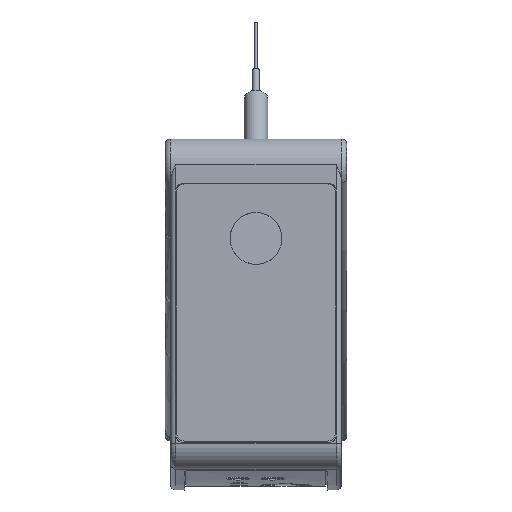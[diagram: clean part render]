
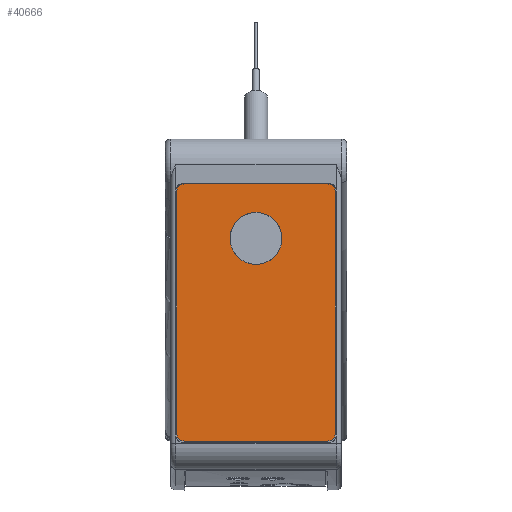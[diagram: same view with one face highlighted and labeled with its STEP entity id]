
A CAD part, left-side view. The second image highlights one B-rep face of the part: STEP entity #40666.
In plain terms, the highlighted face is planar.
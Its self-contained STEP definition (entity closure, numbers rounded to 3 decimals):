
#40251=CARTESIAN_POINT('',(48.1,29.1,1.5));
#40252=DIRECTION('',(0.,0.,1.));
#40253=DIRECTION('',(1.,0.,0.));
#40254=AXIS2_PLACEMENT_3D('',#40251,#40252,#40253);
#40256=DIRECTION('',(0.,1.,0.));
#40257=VECTOR('',#40256,27.6);
#40258=CARTESIAN_POINT('',(49.6,1.5,1.5));
#40259=LINE('',#40258,#40257);
#40260=DIRECTION('',(1.,0.,0.));
#40261=VECTOR('',#40260,46.6);
#40262=CARTESIAN_POINT('',(1.5,0.,1.5));
#40263=LINE('',#40262,#40261);
#40264=DIRECTION('',(0.,-1.,0.));
#40265=VECTOR('',#40264,27.6);
#40266=CARTESIAN_POINT('',(0.,29.1,1.5));
#40267=LINE('',#40266,#40265);
#40268=DIRECTION('',(-1.,0.,0.));
#40269=VECTOR('',#40268,46.6);
#40270=CARTESIAN_POINT('',(48.1,30.6,1.5));
#40271=LINE('',#40270,#40269);
#40272=CARTESIAN_POINT('',(39.1,15.3,1.5));
#40273=DIRECTION('',(0.,0.,1.));
#40274=DIRECTION('',(-1.,0.,0.));
#40275=AXIS2_PLACEMENT_3D('',#40272,#40273,#40274);
#40277=CARTESIAN_POINT('',(39.1,15.3,1.5));
#40278=DIRECTION('',(0.,0.,1.));
#40279=DIRECTION('',(1.,0.,0.));
#40280=AXIS2_PLACEMENT_3D('',#40277,#40278,#40279);
#40295=CARTESIAN_POINT('',(48.1,1.5,1.5));
#40296=DIRECTION('',(0.,0.,1.));
#40297=DIRECTION('',(0.,-1.,0.));
#40298=AXIS2_PLACEMENT_3D('',#40295,#40296,#40297);
#40313=CARTESIAN_POINT('',(1.5,1.5,1.5));
#40314=DIRECTION('',(0.,0.,1.));
#40315=DIRECTION('',(-1.,0.,0.));
#40316=AXIS2_PLACEMENT_3D('',#40313,#40314,#40315);
#40331=CARTESIAN_POINT('',(1.5,29.1,1.5));
#40332=DIRECTION('',(0.,0.,1.));
#40333=DIRECTION('',(0.,1.,0.));
#40334=AXIS2_PLACEMENT_3D('',#40331,#40332,#40333);
#40500=CARTESIAN_POINT('',(48.1,30.6,1.5));
#40502=VERTEX_POINT('',#40500);
#40506=CARTESIAN_POINT('',(49.6,29.1,1.5));
#40507=VERTEX_POINT('',#40506);
#40508=CARTESIAN_POINT('',(0.,29.1,1.5));
#40510=VERTEX_POINT('',#40508);
#40514=CARTESIAN_POINT('',(1.5,30.6,1.5));
#40515=VERTEX_POINT('',#40514);
#40516=CARTESIAN_POINT('',(1.5,0.,1.5));
#40518=VERTEX_POINT('',#40516);
#40522=CARTESIAN_POINT('',(0.,1.5,1.5));
#40523=VERTEX_POINT('',#40522);
#40524=CARTESIAN_POINT('',(49.6,1.5,1.5));
#40526=VERTEX_POINT('',#40524);
#40530=CARTESIAN_POINT('',(48.1,0.,1.5));
#40531=VERTEX_POINT('',#40530);
#40536=CARTESIAN_POINT('',(34.1,15.3,1.5));
#40537=CARTESIAN_POINT('',(44.1,15.3,1.5));
#40538=VERTEX_POINT('',#40536);
#40539=VERTEX_POINT('',#40537);
#40639=CARTESIAN_POINT('',(0.,0.,1.5));
#40640=DIRECTION('',(0.,0.,1.));
#40641=DIRECTION('',(1.,0.,0.));
#40642=AXIS2_PLACEMENT_3D('',#40639,#40640,#40641);
#40643=PLANE('',#40642);
#40644=ORIENTED_EDGE('',*,*,#40620,.F.);
#40646=ORIENTED_EDGE('',*,*,#40645,.F.);
#40648=ORIENTED_EDGE('',*,*,#40647,.F.);
#40650=ORIENTED_EDGE('',*,*,#40649,.F.);
#40652=ORIENTED_EDGE('',*,*,#40651,.F.);
#40654=ORIENTED_EDGE('',*,*,#40653,.F.);
#40656=ORIENTED_EDGE('',*,*,#40655,.F.);
#40657=ORIENTED_EDGE('',*,*,#40631,.F.);
#40658=EDGE_LOOP('',(#40644,#40646,#40648,#40650,#40652,#40654,#40656,#40657));
#40659=FACE_OUTER_BOUND('',#40658,.F.);
#40661=ORIENTED_EDGE('',*,*,#40660,.T.);
#40663=ORIENTED_EDGE('',*,*,#40662,.T.);
#40664=EDGE_LOOP('',(#40661,#40663));
#40665=FACE_BOUND('',#40664,.F.);
#40666=ADVANCED_FACE('',(#40659,#40665),#40643,.T.);
#40255=CIRCLE('',#40254,1.5);
#40276=CIRCLE('',#40275,5.);
#40281=CIRCLE('',#40280,5.);
#40299=CIRCLE('',#40298,1.5);
#40317=CIRCLE('',#40316,1.5);
#40335=CIRCLE('',#40334,1.5);
#40620=EDGE_CURVE('',#40507,#40502,#40255,.T.);
#40631=EDGE_CURVE('',#40502,#40515,#40271,.T.);
#40645=EDGE_CURVE('',#40526,#40507,#40259,.T.);
#40647=EDGE_CURVE('',#40531,#40526,#40299,.T.);
#40649=EDGE_CURVE('',#40518,#40531,#40263,.T.);
#40651=EDGE_CURVE('',#40523,#40518,#40317,.T.);
#40653=EDGE_CURVE('',#40510,#40523,#40267,.T.);
#40655=EDGE_CURVE('',#40515,#40510,#40335,.T.);
#40660=EDGE_CURVE('',#40538,#40539,#40276,.T.);
#40662=EDGE_CURVE('',#40539,#40538,#40281,.T.);
